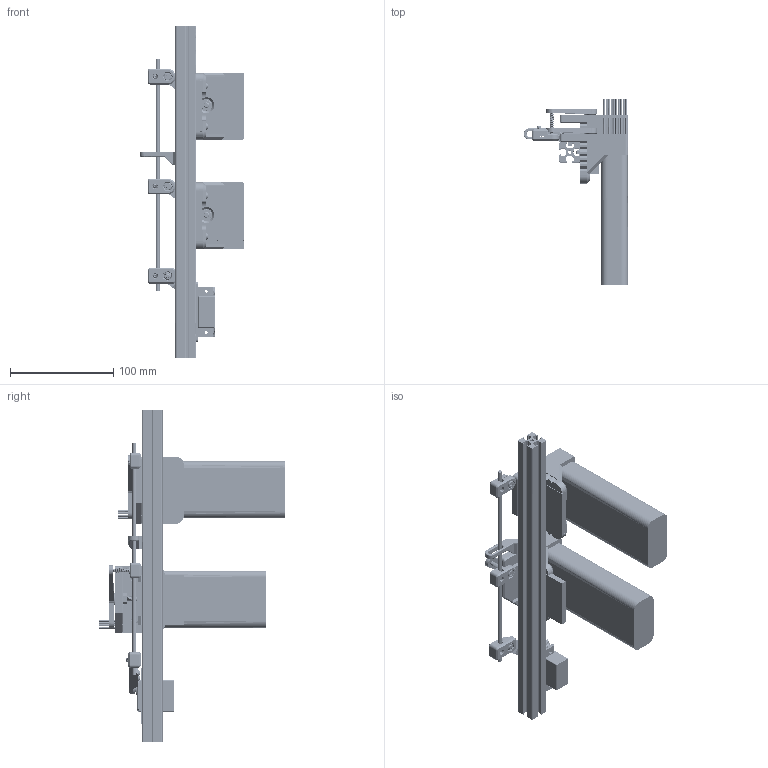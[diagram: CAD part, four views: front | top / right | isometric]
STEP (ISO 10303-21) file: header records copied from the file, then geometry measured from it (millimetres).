
FILE_DESCRIPTION(('FreeCAD Model'),'2;1');
FILE_NAME('Open CASCADE Shape Model','2025-04-17T15:51:56',('FreeCAD'),( 'FreeCAD'),'Open CASCADE STEP processor 7.6','FreeCAD','Unknown');
FILE_SCHEMA(('AUTOMOTIVE_DESIGN { 1 0 10303 214 1 1 1 1 }'));
Products named in the file (1): Open CASCADE STEP translator 7.6 1
Bounding box: 101.12 x 180.1 x 321.66 mm (x, y, z)
Volume: 323103.3 mm3; surface area: 231204.9 mm2
Topology: 83 solids, 83 shells, 4115 faces, 11012 edges, 7115 vertices
Faces by surface type: bspline 4115
Entity records: 197120 total; most frequent: CARTESIAN_POINT 137122, ORIENTED_EDGE 21772, EDGE_CURVE 10886, VERTEX_POINT 7091, B_SPLINE_CURVE_WITH_KNOTS 6045, FACE_BOUND 4425, EDGE_LOOP 4401, ADVANCED_FACE 4115
